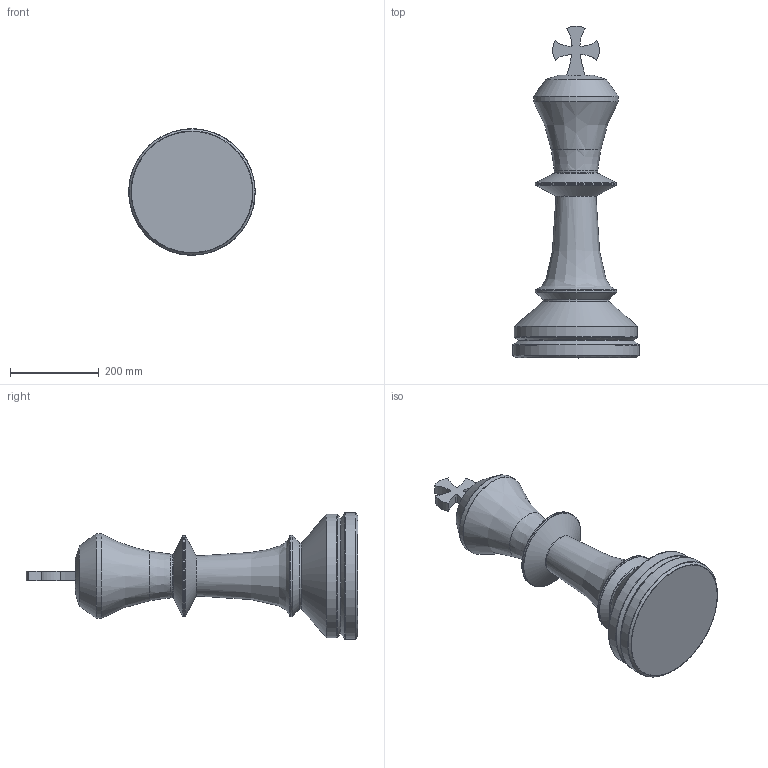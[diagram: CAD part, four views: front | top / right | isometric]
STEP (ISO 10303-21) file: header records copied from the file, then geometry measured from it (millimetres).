
FILE_DESCRIPTION ((), '1');
FILE_NAME ('Rio_Fortian__Hooby__Chess_Pieces__King.stp', '2019-06-17T08:48:00', ('Unknown'), ('Unknown'), 'HarmonyWare STEP v1.7.11', 'HarmonyWare Translators', '');
FILE_SCHEMA (('CONFIG_CONTROL_DESIGN'));
Length unit declared in the file: centimetre
Products named in the file (1): King
Bounding box: 284.3 x 746.21 x 284.37 mm (x, y, z)
Volume: 13409752.7 mm3; surface area: 466712.5 mm2
Topology: 1 solids, 1 shells, 55 faces, 121 edges, 69 vertices
Faces by surface type: bspline 55
Entity records: 2937 total; most frequent: CARTESIAN_POINT 2216, ORIENTED_EDGE 242, EDGE_CURVE 121, VERTEX_POINT 69, EDGE_LOOP 56, FACE_OUTER_BOUND 55, ADVANCED_FACE 55, B_SPLINE_SURFACE_WITH_KNOTS 16
